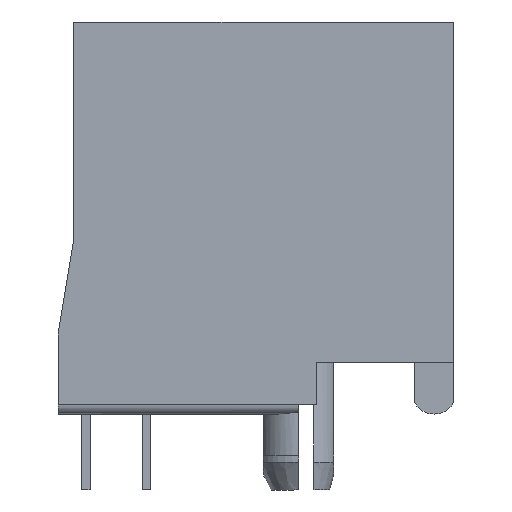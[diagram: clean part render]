
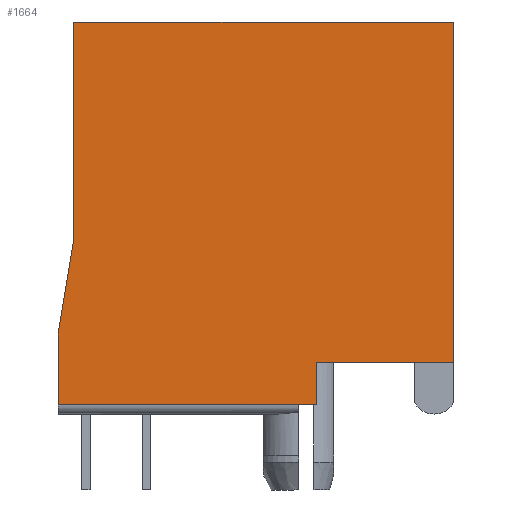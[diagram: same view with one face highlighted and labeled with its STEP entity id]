
A CAD part, left-side view. The second image highlights one B-rep face of the part: STEP entity #1664.
In plain terms, the highlighted planar face has unit normal (-1, 0, 0).
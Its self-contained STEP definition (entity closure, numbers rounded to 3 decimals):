
#130 = VECTOR ( 'NONE', #4712, 1000. ) ;
#138 = DIRECTION ( 'NONE',  ( 0., 0., -1. ) ) ;
#437 = CARTESIAN_POINT ( 'NONE',  ( -7.747, 7.62, -8.001 ) ) ;
#509 = VECTOR ( 'NONE', #2059, 1000. ) ;
#510 = ORIENTED_EDGE ( 'NONE', *, *, #6025, .F. ) ;
#512 = VERTEX_POINT ( 'NONE', #3572 ) ;
#764 = EDGE_CURVE ( 'NONE', #1432, #4121, #3118, .T. ) ;
#941 = LINE ( 'NONE', #6252, #6115 ) ;
#1139 = CARTESIAN_POINT ( 'NONE',  ( -7.747, 7.62, 0. ) ) ;
#1265 = DIRECTION ( 'NONE',  ( 0., -1., 0. ) ) ;
#1432 = VERTEX_POINT ( 'NONE', #6563 ) ;
#1509 = CARTESIAN_POINT ( 'NONE',  ( -7.747, -2.54, -16.002 ) ) ;
#1664 = ADVANCED_FACE ( 'NONE', ( #2630 ), #5299, .F. ) ;
#1790 = VERTEX_POINT ( 'NONE', #4935 ) ;
#1801 = VECTOR ( 'NONE', #4336, 1000. ) ;
#1868 = LINE ( 'NONE', #6792, #4351 ) ;
#1910 = CARTESIAN_POINT ( 'NONE',  ( -7.747, -8.255, -8.001 ) ) ;
#1932 = DIRECTION ( 'NONE',  ( 0., 0., 1. ) ) ;
#2059 = DIRECTION ( 'NONE',  ( 0., 1., 0. ) ) ;
#2223 = AXIS2_PLACEMENT_3D ( 'NONE', #4754, #3085, #2590 ) ;
#2300 = EDGE_CURVE ( 'NONE', #1790, #2656, #2701, .T. ) ;
#2333 = LINE ( 'NONE', #5614, #4770 ) ;
#2334 = ORIENTED_EDGE ( 'NONE', *, *, #6633, .F. ) ;
#2397 = DIRECTION ( 'NONE',  ( 0., -0.164, 0.986 ) ) ;
#2401 = CARTESIAN_POINT ( 'NONE',  ( -7.747, 0., 0. ) ) ;
#2590 = DIRECTION ( 'NONE',  ( 0., 0., -1. ) ) ;
#2630 = FACE_OUTER_BOUND ( 'NONE', #4685, .T. ) ;
#2656 = VERTEX_POINT ( 'NONE', #1139 ) ;
#2697 = ORIENTED_EDGE ( 'NONE', *, *, #4174, .F. ) ;
#2701 = LINE ( 'NONE', #437, #1801 ) ;
#2927 = VERTEX_POINT ( 'NONE', #4208 ) ;
#3085 = DIRECTION ( 'NONE',  ( 1., 0., 0. ) ) ;
#3118 = LINE ( 'NONE', #1910, #130 ) ;
#3456 = VECTOR ( 'NONE', #138, 1000. ) ;
#3572 = CARTESIAN_POINT ( 'NONE',  ( -7.747, -2.54, -14.224 ) ) ;
#3765 = VERTEX_POINT ( 'NONE', #5091 ) ;
#3792 = ORIENTED_EDGE ( 'NONE', *, *, #6503, .F. ) ;
#4121 = VERTEX_POINT ( 'NONE', #4498 ) ;
#4174 = EDGE_CURVE ( 'NONE', #4885, #3765, #941, .T. ) ;
#4208 = CARTESIAN_POINT ( 'NONE',  ( -7.747, 8.255, -12.954 ) ) ;
#4336 = DIRECTION ( 'NONE',  ( 0., 0., 1. ) ) ;
#4351 = VECTOR ( 'NONE', #1932, 1000. ) ;
#4498 = CARTESIAN_POINT ( 'NONE',  ( -7.747, -8.255, -14.224 ) ) ;
#4685 = EDGE_LOOP ( 'NONE', ( #5529, #3792, #2697, #5246, #510, #6351, #2334, #5325 ) ) ;
#4712 = DIRECTION ( 'NONE',  ( 0., 0., -1. ) ) ;
#4754 = CARTESIAN_POINT ( 'NONE',  ( -7.747, -8.585, 0.32 ) ) ;
#4767 = LINE ( 'NONE', #6929, #509 ) ;
#4770 = VECTOR ( 'NONE', #2397, 1000. ) ;
#4885 = VERTEX_POINT ( 'NONE', #1509 ) ;
#4935 = CARTESIAN_POINT ( 'NONE',  ( -7.747, 7.62, -9.144 ) ) ;
#5091 = CARTESIAN_POINT ( 'NONE',  ( -7.747, 8.255, -16.002 ) ) ;
#5105 = LINE ( 'NONE', #5496, #3456 ) ;
#5246 = ORIENTED_EDGE ( 'NONE', *, *, #6262, .F. ) ;
#5299 = PLANE ( 'NONE',  #2223 ) ;
#5325 = ORIENTED_EDGE ( 'NONE', *, *, #2300, .F. ) ;
#5496 = CARTESIAN_POINT ( 'NONE',  ( -7.747, -2.54, -8.001 ) ) ;
#5529 = ORIENTED_EDGE ( 'NONE', *, *, #5547, .F. ) ;
#5547 = EDGE_CURVE ( 'NONE', #2927, #1790, #2333, .T. ) ;
#5614 = CARTESIAN_POINT ( 'NONE',  ( -7.747, 8.268, -13.03 ) ) ;
#6025 = EDGE_CURVE ( 'NONE', #4121, #512, #4767, .T. ) ;
#6115 = VECTOR ( 'NONE', #6854, 1000. ) ;
#6225 = LINE ( 'NONE', #2401, #6490 ) ;
#6252 = CARTESIAN_POINT ( 'NONE',  ( -7.747, 0., -16.002 ) ) ;
#6262 = EDGE_CURVE ( 'NONE', #512, #4885, #5105, .T. ) ;
#6351 = ORIENTED_EDGE ( 'NONE', *, *, #764, .F. ) ;
#6490 = VECTOR ( 'NONE', #1265, 1000. ) ;
#6503 = EDGE_CURVE ( 'NONE', #3765, #2927, #1868, .T. ) ;
#6563 = CARTESIAN_POINT ( 'NONE',  ( -7.747, -8.255, 0. ) ) ;
#6633 = EDGE_CURVE ( 'NONE', #2656, #1432, #6225, .T. ) ;
#6792 = CARTESIAN_POINT ( 'NONE',  ( -7.747, 8.255, -8.001 ) ) ;
#6854 = DIRECTION ( 'NONE',  ( 0., 1., 0. ) ) ;
#6929 = CARTESIAN_POINT ( 'NONE',  ( -7.747, 0., -14.224 ) ) ;
